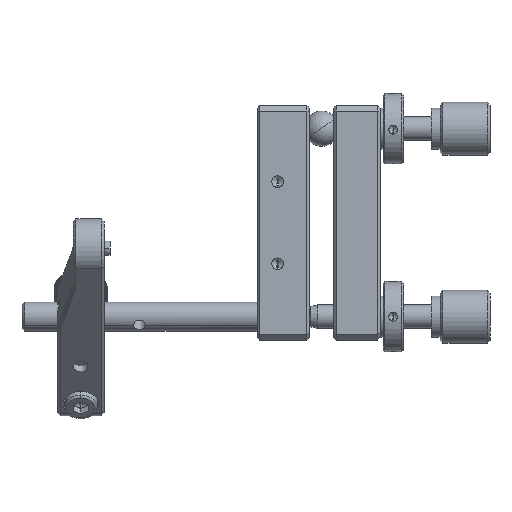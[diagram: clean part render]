
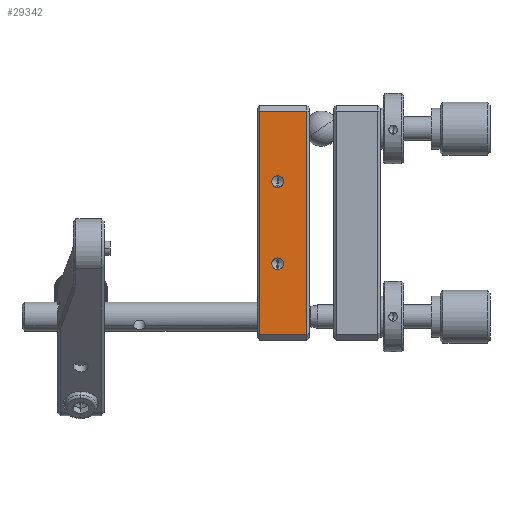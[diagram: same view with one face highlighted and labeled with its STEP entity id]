
A CAD part, left-side view. The second image highlights one B-rep face of the part: STEP entity #29342.
In plain terms, the highlighted planar face has unit normal (-1, 0, 0).
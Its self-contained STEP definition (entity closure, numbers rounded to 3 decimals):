
#136 = VERTEX_POINT ( 'NONE', #26152 ) ;
#745 = ORIENTED_EDGE ( 'NONE', *, *, #33162, .T. ) ;
#1024 = DIRECTION ( 'NONE',  ( 0., 0., 1. ) ) ;
#1325 = FACE_OUTER_BOUND ( 'NONE', #30273, .T. ) ;
#1439 = CARTESIAN_POINT ( 'NONE',  ( -18.633, 8.288, 59. ) ) ;
#4890 = LINE ( 'NONE', #24262, #16587 ) ;
#5201 = ORIENTED_EDGE ( 'NONE', *, *, #20731, .T. ) ;
#5245 = CIRCLE ( 'NONE', #19569, 1. ) ;
#6072 = EDGE_CURVE ( 'NONE', #20434, #9874, #24019, .T. ) ;
#6227 = CARTESIAN_POINT ( 'NONE',  ( -18.633, 5.288, 33. ) ) ;
#6243 = AXIS2_PLACEMENT_3D ( 'NONE', #14289, #28480, #19864 ) ;
#6421 = DIRECTION ( 'NONE',  ( 0., 0., 1. ) ) ;
#6582 = CARTESIAN_POINT ( 'NONE',  ( -18.633, 8.788, 21. ) ) ;
#7883 = EDGE_LOOP ( 'NONE', ( #27620, #12580 ) ) ;
#8121 = CARTESIAN_POINT ( 'NONE',  ( -18.633, 5.288, 32. ) ) ;
#9221 = CARTESIAN_POINT ( 'NONE',  ( -18.633, 5.288, 33. ) ) ;
#9874 = VERTEX_POINT ( 'NONE', #19863 ) ;
#9925 = PLANE ( 'NONE',  #20182 ) ;
#12273 = VERTEX_POINT ( 'NONE', #22684 ) ;
#12293 = EDGE_CURVE ( 'NONE', #32296, #12273, #22936, .T. ) ;
#12438 = FACE_BOUND ( 'NONE', #7883, .T. ) ;
#12519 = EDGE_CURVE ( 'NONE', #136, #24462, #30371, .T. ) ;
#12580 = ORIENTED_EDGE ( 'NONE', *, *, #32040, .F. ) ;
#13169 = AXIS2_PLACEMENT_3D ( 'NONE', #18764, #14416, #13371 ) ;
#13371 = DIRECTION ( 'NONE',  ( 0., 0., 1. ) ) ;
#14289 = CARTESIAN_POINT ( 'NONE',  ( -18.633, 5.288, 47. ) ) ;
#14416 = DIRECTION ( 'NONE',  ( -1., 0., 0. ) ) ;
#14604 = DIRECTION ( 'NONE',  ( 0., 0., 1. ) ) ;
#14776 = CARTESIAN_POINT ( 'NONE',  ( -18.633, 8.788, 20. ) ) ;
#15848 = VERTEX_POINT ( 'NONE', #17926 ) ;
#16587 = VECTOR ( 'NONE', #26600, 1000. ) ;
#17299 = DIRECTION ( 'NONE',  ( -1., 0., 0. ) ) ;
#17368 = EDGE_CURVE ( 'NONE', #12273, #32296, #23975, .T. ) ;
#17926 = CARTESIAN_POINT ( 'NONE',  ( -18.633, 0.288, 59. ) ) ;
#17992 = DIRECTION ( 'NONE',  ( 1., 0., 0. ) ) ;
#18030 = EDGE_CURVE ( 'NONE', #15848, #20434, #4890, .T. ) ;
#18633 = CARTESIAN_POINT ( 'NONE',  ( -18.633, 8.288, 21. ) ) ;
#18764 = CARTESIAN_POINT ( 'NONE',  ( -18.633, 5.288, 47. ) ) ;
#18805 = DIRECTION ( 'NONE',  ( 0., 0., -1. ) ) ;
#19363 = VECTOR ( 'NONE', #18805, 1000. ) ;
#19569 = AXIS2_PLACEMENT_3D ( 'NONE', #6227, #22906, #1024 ) ;
#19849 = VERTEX_POINT ( 'NONE', #34426 ) ;
#19863 = CARTESIAN_POINT ( 'NONE',  ( -18.633, 8.288, 21. ) ) ;
#19864 = DIRECTION ( 'NONE',  ( 0., 0., 1. ) ) ;
#20182 = AXIS2_PLACEMENT_3D ( 'NONE', #14776, #17992, #23038 ) ;
#20236 = LINE ( 'NONE', #31179, #28482 ) ;
#20434 = VERTEX_POINT ( 'NONE', #1439 ) ;
#20731 = EDGE_CURVE ( 'NONE', #19849, #15848, #20236, .T. ) ;
#20800 = VECTOR ( 'NONE', #34385, 1000. ) ;
#21131 = ORIENTED_EDGE ( 'NONE', *, *, #6072, .T. ) ;
#22370 = AXIS2_PLACEMENT_3D ( 'NONE', #9221, #17299, #14604 ) ;
#22684 = CARTESIAN_POINT ( 'NONE',  ( -18.633, 5.288, 48. ) ) ;
#22906 = DIRECTION ( 'NONE',  ( -1., 0., 0. ) ) ;
#22936 = CIRCLE ( 'NONE', #13169, 1. ) ;
#23038 = DIRECTION ( 'NONE',  ( 0., 0., -1. ) ) ;
#23440 = LINE ( 'NONE', #6582, #20800 ) ;
#23975 = CIRCLE ( 'NONE', #6243, 1. ) ;
#24019 = LINE ( 'NONE', #18633, #19363 ) ;
#24262 = CARTESIAN_POINT ( 'NONE',  ( -18.633, 8.788, 59. ) ) ;
#24462 = VERTEX_POINT ( 'NONE', #8121 ) ;
#24496 = CARTESIAN_POINT ( 'NONE',  ( -18.633, 5.288, 46. ) ) ;
#26152 = CARTESIAN_POINT ( 'NONE',  ( -18.633, 5.288, 34. ) ) ;
#26600 = DIRECTION ( 'NONE',  ( 0., 1., 0. ) ) ;
#26878 = ORIENTED_EDGE ( 'NONE', *, *, #12293, .F. ) ;
#27620 = ORIENTED_EDGE ( 'NONE', *, *, #12519, .F. ) ;
#28433 = FACE_BOUND ( 'NONE', #34523, .T. ) ;
#28480 = DIRECTION ( 'NONE',  ( -1., 0., 0. ) ) ;
#28482 = VECTOR ( 'NONE', #6421, 1000. ) ;
#28650 = ORIENTED_EDGE ( 'NONE', *, *, #17368, .F. ) ;
#29342 = ADVANCED_FACE ( 'NONE', ( #28433, #12438, #1325 ), #9925, .F. ) ;
#30273 = EDGE_LOOP ( 'NONE', ( #745, #5201, #32929, #21131 ) ) ;
#30371 = CIRCLE ( 'NONE', #22370, 1. ) ;
#31179 = CARTESIAN_POINT ( 'NONE',  ( -18.633, 0.288, 20. ) ) ;
#32040 = EDGE_CURVE ( 'NONE', #24462, #136, #5245, .T. ) ;
#32296 = VERTEX_POINT ( 'NONE', #24496 ) ;
#32929 = ORIENTED_EDGE ( 'NONE', *, *, #18030, .T. ) ;
#33162 = EDGE_CURVE ( 'NONE', #9874, #19849, #23440, .T. ) ;
#34385 = DIRECTION ( 'NONE',  ( 0., -1., 0. ) ) ;
#34426 = CARTESIAN_POINT ( 'NONE',  ( -18.633, 0.288, 21. ) ) ;
#34523 = EDGE_LOOP ( 'NONE', ( #28650, #26878 ) ) ;
